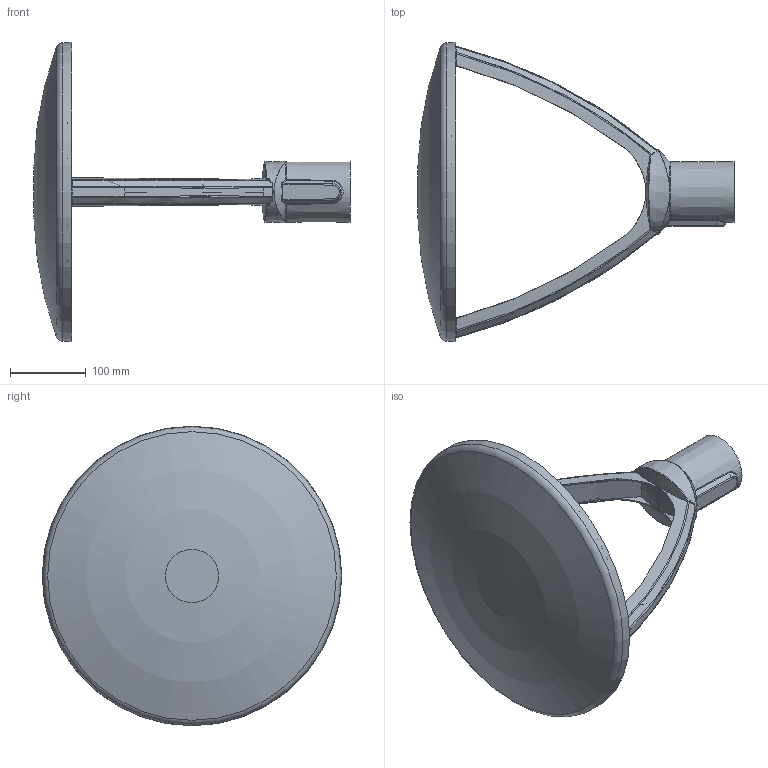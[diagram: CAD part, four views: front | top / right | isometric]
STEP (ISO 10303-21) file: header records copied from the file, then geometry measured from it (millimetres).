
FILE_DESCRIPTION (( 'STEP AP214' ), '1' );
FILE_NAME ('SL_URBAN_LANTERN.STEP', '2024-08-19T13:00:02', ( '' ), ( '' ), 'SwSTEP 2.0', 'SolidWorks 2022', '' );
FILE_SCHEMA (( 'AUTOMOTIVE_DESIGN' ));
Length unit declared in the file: millimetre
Products named in the file (1): SL_URBAN_LANTERN
Bounding box: 416.8 x 394.9 x 394.9 mm (x, y, z)
Volume: 4919041.6 mm3; surface area: 709977 mm2
Topology: 9 solids, 9 shells, 374 faces, 1017 edges, 656 vertices
Faces by surface type: bspline 193, plane 86, cylinder 74, cone 17, torus 4
Entity records: 37951 total; most frequent: CARTESIAN_POINT 26305, ORIENTED_EDGE 1996, EDGE_CURVE 998, DIRECTION 896, VERTEX_POINT 653, B_SPLINE_CURVE_WITH_KNOTS 558, EDGE_LOOP 385, UNCERTAINTY_MEASURE_WITH_UNIT 385
